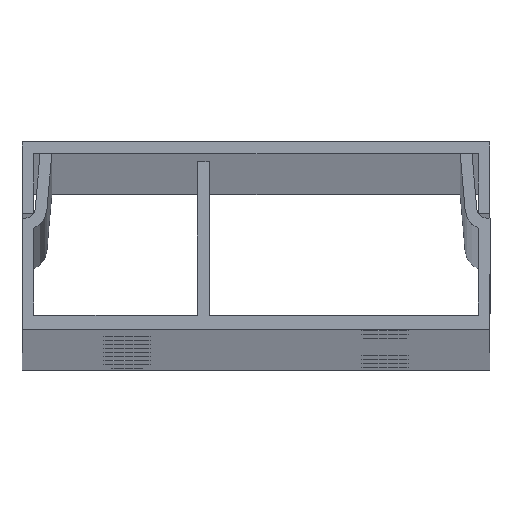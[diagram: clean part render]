
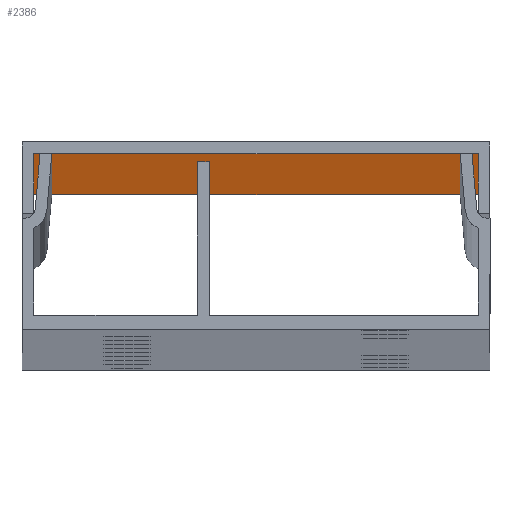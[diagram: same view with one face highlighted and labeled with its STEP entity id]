
A CAD part, top view. The second image highlights one B-rep face of the part: STEP entity #2386.
In plain terms, the highlighted planar face has unit normal (0, -1, 0).
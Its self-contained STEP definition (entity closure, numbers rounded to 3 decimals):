
#38 = VERTEX_POINT ( 'NONE', #274 ) ;
#168 = LINE ( 'NONE', #954, #1707 ) ;
#197 = CARTESIAN_POINT ( 'NONE',  ( -19., 15., 1000. ) ) ;
#212 = DIRECTION ( 'NONE',  ( 1., 0., 0. ) ) ;
#215 = DIRECTION ( 'NONE',  ( 1., 0., 0. ) ) ;
#260 = CARTESIAN_POINT ( 'NONE',  ( 19., 15., 1000. ) ) ;
#273 = EDGE_CURVE ( 'NONE', #1828, #38, #168, .T. ) ;
#274 = CARTESIAN_POINT ( 'NONE',  ( 19., 15., -1000. ) ) ;
#288 = PLANE ( 'NONE',  #600 ) ;
#336 = LINE ( 'NONE', #260, #744 ) ;
#600 = AXIS2_PLACEMENT_3D ( 'NONE', #1033, #2412, #212 ) ;
#637 = ORIENTED_EDGE ( 'NONE', *, *, #815, .F. ) ;
#668 = VERTEX_POINT ( 'NONE', #197 ) ;
#744 = VECTOR ( 'NONE', #215, 1000. ) ;
#757 = LINE ( 'NONE', #2175, #2155 ) ;
#815 = EDGE_CURVE ( 'NONE', #1828, #668, #2516, .T. ) ;
#895 = VERTEX_POINT ( 'NONE', #1592 ) ;
#954 = CARTESIAN_POINT ( 'NONE',  ( -19., 15., -1000. ) ) ;
#1033 = CARTESIAN_POINT ( 'NONE',  ( 19., 15., -1000. ) ) ;
#1170 = VECTOR ( 'NONE', #1608, 1000. ) ;
#1203 = ORIENTED_EDGE ( 'NONE', *, *, #1238, .T. ) ;
#1238 = EDGE_CURVE ( 'NONE', #38, #895, #757, .T. ) ;
#1286 = CARTESIAN_POINT ( 'NONE',  ( -19., 15., -1000. ) ) ;
#1322 = DIRECTION ( 'NONE',  ( 1., 0., 0. ) ) ;
#1380 = EDGE_CURVE ( 'NONE', #668, #895, #336, .T. ) ;
#1393 = FACE_OUTER_BOUND ( 'NONE', #2506, .T. ) ;
#1592 = CARTESIAN_POINT ( 'NONE',  ( 19., 15., 1000. ) ) ;
#1608 = DIRECTION ( 'NONE',  ( 0., 0., 1. ) ) ;
#1623 = CARTESIAN_POINT ( 'NONE',  ( -19., 15., -1000. ) ) ;
#1707 = VECTOR ( 'NONE', #1322, 1000. ) ;
#1828 = VERTEX_POINT ( 'NONE', #1623 ) ;
#1902 = DIRECTION ( 'NONE',  ( 0., 0., 1. ) ) ;
#1962 = ORIENTED_EDGE ( 'NONE', *, *, #1380, .F. ) ;
#2155 = VECTOR ( 'NONE', #1902, 1000. ) ;
#2175 = CARTESIAN_POINT ( 'NONE',  ( 19., 15., -1000. ) ) ;
#2378 = ORIENTED_EDGE ( 'NONE', *, *, #273, .T. ) ;
#2386 = ADVANCED_FACE ( 'NONE', ( #1393 ), #288, .T. ) ;
#2412 = DIRECTION ( 'NONE',  ( 0., -1., 0. ) ) ;
#2506 = EDGE_LOOP ( 'NONE', ( #1203, #1962, #637, #2378 ) ) ;
#2516 = LINE ( 'NONE', #1286, #1170 ) ;
